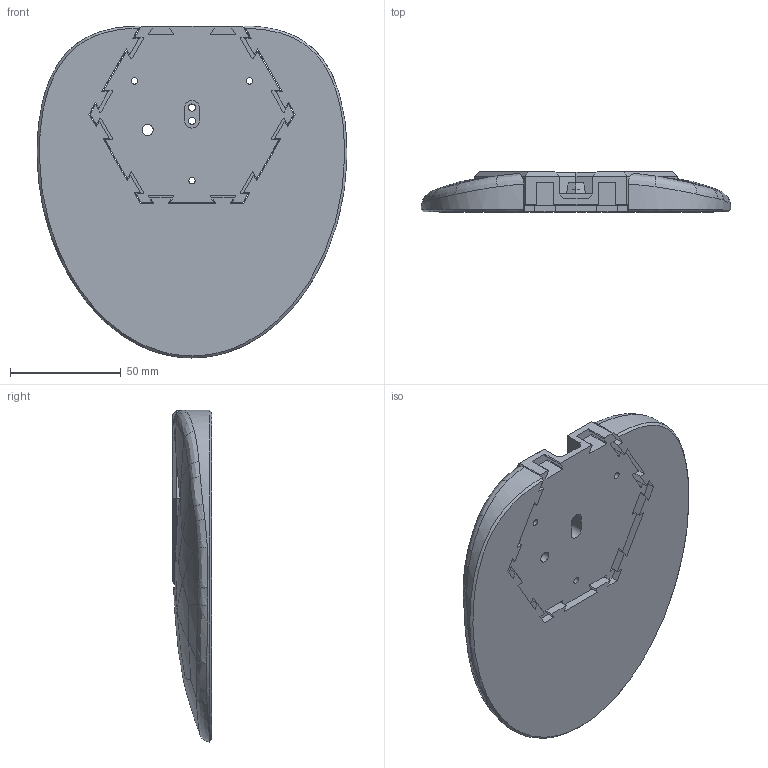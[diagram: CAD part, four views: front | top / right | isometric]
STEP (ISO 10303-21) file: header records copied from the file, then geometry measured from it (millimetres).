
FILE_DESCRIPTION(/* description */ (''),/* implementation_level */ '2;1');
FILE_NAME(/* name */ 'Base_extension.step',/* time_stamp */ '2023-12-10T14:56:59-07:00',/* author */ (''),/* organization */ (''),/* preprocessor_version */ 'ST-DEVELOPER v20',/* originating_system */ 'Autodesk Translation Framework v12.14.0.127',/* authorisation */ '');
FILE_SCHEMA (('AUTOMOTIVE_DESIGN { 1 0 10303 214 3 1 1 }'));
Length unit declared in the file: millimetre
Products named in the file (1): Base_extension
Bounding box: 139.99 x 18 x 149.99 mm (x, y, z)
Volume: 186745 mm3; surface area: 50341.7 mm2
Topology: 2 solids, 2 shells, 280 faces, 798 edges, 527 vertices
Faces by surface type: plane 167, bspline 71, cylinder 39, torus 3
Full cylindrical faces by diameter (mm): 2.88 x3, 3.2 x2, 5 x4
Entity records: 15144 total; most frequent: CARTESIAN_POINT 8307, ORIENTED_EDGE 1596, DIRECTION 1118, EDGE_CURVE 798, VERTEX_POINT 527, LINE 484, VECTOR 484, AXIS2_PLACEMENT_3D 317
